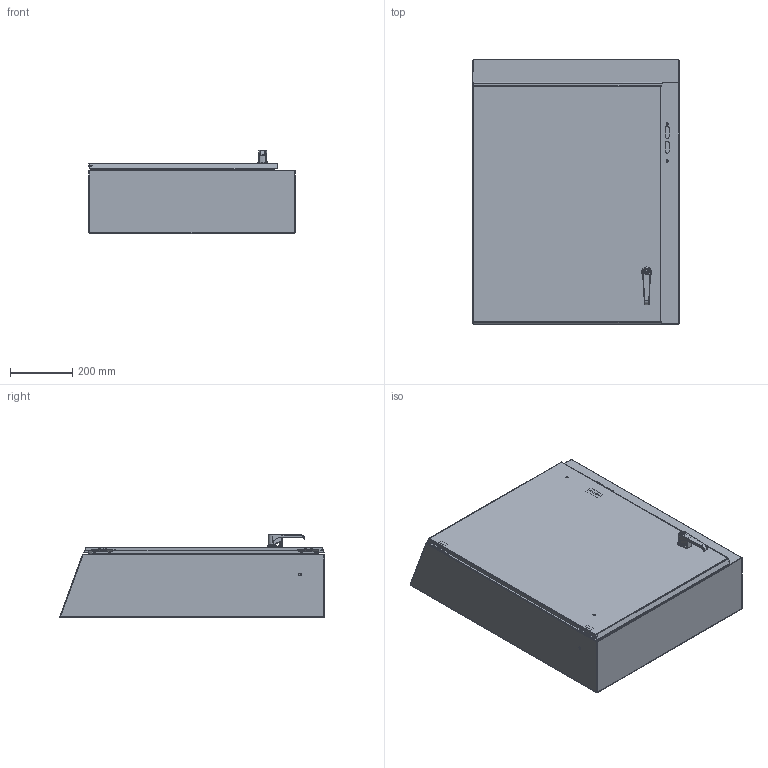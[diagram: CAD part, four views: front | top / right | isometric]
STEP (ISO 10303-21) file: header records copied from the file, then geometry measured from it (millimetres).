
FILE_DESCRIPTION(/* description */ ('N412,SD,ULTIMATE,SLOPE TOP, DISCONNECT, BACK & 3 SIDES, 30X26X08'),/* implementation_level */ '2;1');
FILE_NAME(/* name */ 'N412302608CSSSTD.stp',/* time_stamp */ '2016-03-11T16:13:22+06:00',/* author */ ('rsundaram2'),/* organization */ (''),/* preprocessor_version */ 'ST-DEVELOPER v16.1',/* originating_system */ 'Autodesk Inventor 2016',/* authorisation */ '');
FILE_SCHEMA (('AUTOMOTIVE_DESIGN { 1 0 10303 214 3 1 1 }'));
Products named in the file (31): N412302608CSSSTDB3S; 388151; N4122608CSSSTDTOP; 38846; N4123026CSSSTDLID; 17376 PIN; HFW328175; 17380 SCREW; 17723 BOX LEAF; 17723-UTI BRACKET; 17910 SEALING WASHER; HFW328176; HFW3161; 1000-02; 1000-23; 1000-277-03; 1000-458; 1000-458-SCHAUM; 1000-459; 1044-03-01; 1044-04-16; 1044-07; DIN3771_15X3_5; 388115; HFW3092; 34938; 349129; 38811; 1044-07-02; HFW351101; N412302608CSSSTD
Assembly tree (42 placements, depth 3):
  N412302608CSSSTD
    N412302608CSSSTDB3S
    388151  x4
    N4122608CSSSTDTOP
    38846  x2
    N4123026CSSSTDLID
    17376 PIN
    HFW328175  x2
    HFW328176  x2
      17376 PIN
      17380 SCREW
      17723 BOX LEAF
      17723-UTI BRACKET
      17910 SEALING WASHER
    HFW3161  x2
    HFW351101
      1000-02
      1000-23
      1000-277-03
      1000-458
      1000-458-SCHAUM
      1000-459
      1044-03-01
      1044-04-16
      1044-07-02
      1044-07
      DIN3771_15X3_5
    388115
    HFW3092
    34938
    349129  x2
    38811  x2
Bounding box: 660.4 x 847.04 x 266.22 mm (x, y, z)
Volume: 3376320.7 mm3; surface area: 3663950.8 mm2
Topology: 46 solids, 47 shells, 1852 faces, 4531 edges, 2778 vertices
Faces by surface type: plane 711, cylinder 659, cone 215, bspline 183, torus 68, sphere 16
Full cylindrical faces by diameter (mm): 2.362 x4, 2.6 x1, 3.175 x3, 3.317 x68, 3.861 x4, 3.962 x5, 4.166 x68, 4.25 x5, 4.366 x4, 4.572 x6, 4.762 x4, 4.826 x2, 5 x3, 5.1 x1, 5.5 x1, 5.6 x1, 5.8 x1, 6.35 x12, 6.502 x4, 6.985 x4, 7.137 x2, 7.62 x4, 7.798 x1, 8.128 x4, 8.382 x2, 8.4 x3, 8.56 x2, 8.65 x1, 9.144 x4, 11.112 x4
Entity records: 46738 total; most frequent: CARTESIAN_POINT 17223, DIRECTION 5882, ORIENTED_EDGE 5740, EDGE_CURVE 2870, AXIS2_PLACEMENT_3D 2183, VERTEX_POINT 1865, EDGE_LOOP 1555, LINE 1516
